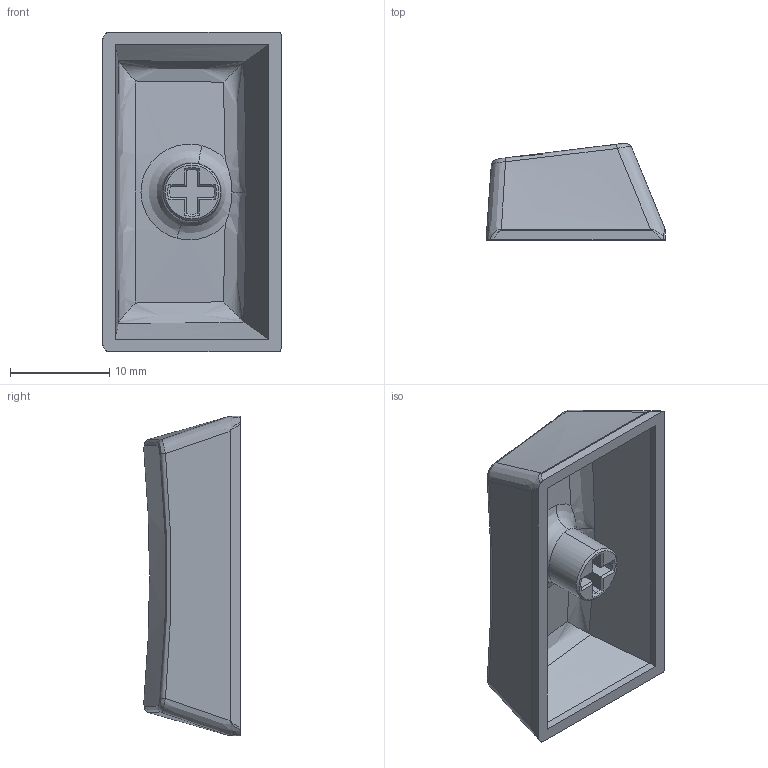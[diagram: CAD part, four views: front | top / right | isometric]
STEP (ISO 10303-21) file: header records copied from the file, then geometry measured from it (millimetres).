
FILE_DESCRIPTION (( 'STEP AP214' ), '1' );
FILE_NAME ('1.75u.STEP', '2023-04-02T02:34:45', ( '' ), ( '' ), 'SwSTEP 2.0', 'SolidWorks 2022', '' );
FILE_SCHEMA (( 'AUTOMOTIVE_DESIGN' ));
Length unit declared in the file: millimetre
Products named in the file (1): 1.75u
Bounding box: 18 x 9.7 x 32.25 mm (x, y, z)
Volume: 1520.4 mm3; surface area: 2458.2 mm2
Topology: 1 solids, 1 shells, 83 faces, 206 edges, 127 vertices
Faces by surface type: bspline 34, plane 30, cylinder 12, cone 7
Entity records: 4000 total; most frequent: CARTESIAN_POINT 2059, ORIENTED_EDGE 412, DIRECTION 230, EDGE_CURVE 206, VERTEX_POINT 127, B_SPLINE_CURVE_WITH_KNOTS 94, EDGE_LOOP 85, AXIS2_PLACEMENT_3D 84
